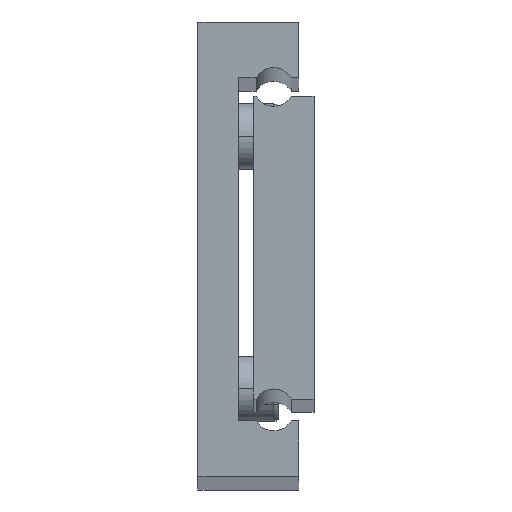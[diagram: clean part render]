
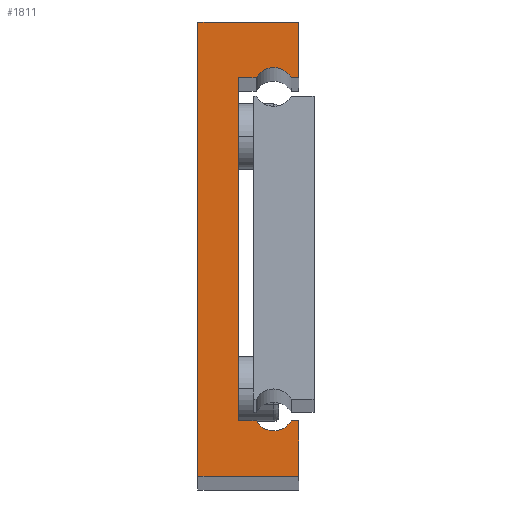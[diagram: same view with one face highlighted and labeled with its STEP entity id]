
A CAD part, top view. The second image highlights one B-rep face of the part: STEP entity #1811.
In plain terms, the highlighted planar face has unit normal (0, 0, 1).
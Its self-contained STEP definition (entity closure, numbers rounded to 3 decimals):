
#75 = CARTESIAN_POINT ( 'NONE',  ( 11.536, 79., 775. ) ) ;
#80 = CARTESIAN_POINT ( 'NONE',  ( 20., 90., 775. ) ) ;
#99 = CARTESIAN_POINT ( 'NONE',  ( 20., 79., 775. ) ) ;
#179 = FACE_OUTER_BOUND ( 'NONE', #871, .T. ) ;
#183 = DIRECTION ( 'NONE',  ( 0., 1., 0. ) ) ;
#184 = CARTESIAN_POINT ( 'NONE',  ( 20., 79., 775. ) ) ;
#191 = LINE ( 'NONE', #848, #2123 ) ;
#198 = CARTESIAN_POINT ( 'NONE',  ( 20., 0., 775. ) ) ;
#256 = EDGE_CURVE ( 'NONE', #2425, #340, #1749, .T. ) ;
#270 = VECTOR ( 'NONE', #597, 1000. ) ;
#299 = LINE ( 'NONE', #99, #1372 ) ;
#340 = VERTEX_POINT ( 'NONE', #738 ) ;
#380 = CARTESIAN_POINT ( 'NONE',  ( 15., 13., 775. ) ) ;
#398 = DIRECTION ( 'NONE',  ( 0., 0., -1. ) ) ;
#571 = DIRECTION ( 'NONE',  ( 1., 0., 0. ) ) ;
#595 = ORIENTED_EDGE ( 'NONE', *, *, #2359, .T. ) ;
#597 = DIRECTION ( 'NONE',  ( 0., 1., 0. ) ) ;
#599 = ORIENTED_EDGE ( 'NONE', *, *, #2106, .T. ) ;
#671 = CARTESIAN_POINT ( 'NONE',  ( 0., 0., 775. ) ) ;
#697 = CARTESIAN_POINT ( 'NONE',  ( 20., 11., 775. ) ) ;
#704 = ORIENTED_EDGE ( 'NONE', *, *, #2707, .T. ) ;
#709 = VERTEX_POINT ( 'NONE', #1264 ) ;
#717 = DIRECTION ( 'NONE',  ( -1., 0., 0. ) ) ;
#738 = CARTESIAN_POINT ( 'NONE',  ( 11.536, 11., 775. ) ) ;
#772 = AXIS2_PLACEMENT_3D ( 'NONE', #380, #2136, #1651 ) ;
#848 = CARTESIAN_POINT ( 'NONE',  ( 0., 0., 775. ) ) ;
#856 = CARTESIAN_POINT ( 'NONE',  ( 20., 90., 775. ) ) ;
#871 = EDGE_LOOP ( 'NONE', ( #1784, #1605, #3164, #2944, #2925, #2433, #704, #595, #1215, #1701, #599, #1442 ) ) ;
#887 = LINE ( 'NONE', #1891, #1909 ) ;
#917 = DIRECTION ( 'NONE',  ( 1., 0., 0. ) ) ;
#946 = LINE ( 'NONE', #2919, #2515 ) ;
#959 = CARTESIAN_POINT ( 'NONE',  ( 0., 90., 775. ) ) ;
#981 = VERTEX_POINT ( 'NONE', #697 ) ;
#1035 = VECTOR ( 'NONE', #183, 1000. ) ;
#1145 = DIRECTION ( 'NONE',  ( -1., 0., 0. ) ) ;
#1175 = CARTESIAN_POINT ( 'NONE',  ( 8., 11., 775. ) ) ;
#1215 = ORIENTED_EDGE ( 'NONE', *, *, #2104, .T. ) ;
#1239 = LINE ( 'NONE', #959, #2773 ) ;
#1247 = DIRECTION ( 'NONE',  ( 1., 0., 0. ) ) ;
#1264 = CARTESIAN_POINT ( 'NONE',  ( 0., 0., 775. ) ) ;
#1265 = VERTEX_POINT ( 'NONE', #856 ) ;
#1287 = VECTOR ( 'NONE', #1247, 1000. ) ;
#1372 = VECTOR ( 'NONE', #571, 1000. ) ;
#1375 = AXIS2_PLACEMENT_3D ( 'NONE', #1934, #398, #1378 ) ;
#1378 = DIRECTION ( 'NONE',  ( -1., 0., 0. ) ) ;
#1384 = EDGE_CURVE ( 'NONE', #2705, #981, #2372, .T. ) ;
#1407 = EDGE_CURVE ( 'NONE', #340, #2668, #887, .T. ) ;
#1442 = ORIENTED_EDGE ( 'NONE', *, *, #1972, .T. ) ;
#1448 = DIRECTION ( 'NONE',  ( -1., 0., 0. ) ) ;
#1471 = LINE ( 'NONE', #75, #1287 ) ;
#1547 = VECTOR ( 'NONE', #1673, 1000. ) ;
#1562 = CARTESIAN_POINT ( 'NONE',  ( 11.536, 79., 775. ) ) ;
#1605 = ORIENTED_EDGE ( 'NONE', *, *, #3090, .T. ) ;
#1650 = EDGE_CURVE ( 'NONE', #1924, #2690, #299, .T. ) ;
#1651 = DIRECTION ( 'NONE',  ( 1., 0., 0. ) ) ;
#1673 = DIRECTION ( 'NONE',  ( 0., 1., 0. ) ) ;
#1685 = CARTESIAN_POINT ( 'NONE',  ( 8., 11., 775. ) ) ;
#1701 = ORIENTED_EDGE ( 'NONE', *, *, #1650, .T. ) ;
#1710 = AXIS2_PLACEMENT_3D ( 'NONE', #2294, #1763, #3029 ) ;
#1749 = CIRCLE ( 'NONE', #772, 4. ) ;
#1763 = DIRECTION ( 'NONE',  ( 0., 0., -1. ) ) ;
#1784 = ORIENTED_EDGE ( 'NONE', *, *, #2197, .T. ) ;
#1811 = ADVANCED_FACE ( 'NONE', ( #179 ), #3082, .F. ) ;
#1812 = VECTOR ( 'NONE', #917, 1000. ) ;
#1869 = CARTESIAN_POINT ( 'NONE',  ( 8., 79., 775. ) ) ;
#1891 = CARTESIAN_POINT ( 'NONE',  ( 11.536, 11., 775. ) ) ;
#1909 = VECTOR ( 'NONE', #1145, 1000. ) ;
#1923 = LINE ( 'NONE', #1175, #1547 ) ;
#1924 = VERTEX_POINT ( 'NONE', #2691 ) ;
#1934 = CARTESIAN_POINT ( 'NONE',  ( 15., 77., 775. ) ) ;
#1972 = EDGE_CURVE ( 'NONE', #1265, #2245, #1239, .T. ) ;
#2011 = EDGE_CURVE ( 'NONE', #981, #2425, #946, .T. ) ;
#2104 = EDGE_CURVE ( 'NONE', #2948, #1924, #2736, .T. ) ;
#2106 = EDGE_CURVE ( 'NONE', #2690, #1265, #2268, .T. ) ;
#2123 = VECTOR ( 'NONE', #3096, 1000. ) ;
#2136 = DIRECTION ( 'NONE',  ( 0., 0., -1. ) ) ;
#2197 = EDGE_CURVE ( 'NONE', #2245, #709, #191, .T. ) ;
#2245 = VERTEX_POINT ( 'NONE', #2382 ) ;
#2268 = LINE ( 'NONE', #80, #270 ) ;
#2294 = CARTESIAN_POINT ( 'NONE',  ( 15., 77., 775. ) ) ;
#2359 = EDGE_CURVE ( 'NONE', #2561, #2948, #1471, .T. ) ;
#2372 = LINE ( 'NONE', #2889, #1035 ) ;
#2382 = CARTESIAN_POINT ( 'NONE',  ( 0., 90., 775. ) ) ;
#2425 = VERTEX_POINT ( 'NONE', #2731 ) ;
#2433 = ORIENTED_EDGE ( 'NONE', *, *, #1407, .T. ) ;
#2515 = VECTOR ( 'NONE', #717, 1000. ) ;
#2561 = VERTEX_POINT ( 'NONE', #1869 ) ;
#2668 = VERTEX_POINT ( 'NONE', #1685 ) ;
#2690 = VERTEX_POINT ( 'NONE', #184 ) ;
#2691 = CARTESIAN_POINT ( 'NONE',  ( 18.464, 79., 775. ) ) ;
#2705 = VERTEX_POINT ( 'NONE', #198 ) ;
#2707 = EDGE_CURVE ( 'NONE', #2668, #2561, #1923, .T. ) ;
#2731 = CARTESIAN_POINT ( 'NONE',  ( 18.464, 11., 775. ) ) ;
#2736 = CIRCLE ( 'NONE', #1710, 4. ) ;
#2773 = VECTOR ( 'NONE', #1448, 1000. ) ;
#2889 = CARTESIAN_POINT ( 'NONE',  ( 20., 0., 775. ) ) ;
#2919 = CARTESIAN_POINT ( 'NONE',  ( 20., 11., 775. ) ) ;
#2925 = ORIENTED_EDGE ( 'NONE', *, *, #256, .T. ) ;
#2944 = ORIENTED_EDGE ( 'NONE', *, *, #2011, .T. ) ;
#2948 = VERTEX_POINT ( 'NONE', #1562 ) ;
#3029 = DIRECTION ( 'NONE',  ( -1., 0., 0. ) ) ;
#3082 = PLANE ( 'NONE',  #1375 ) ;
#3090 = EDGE_CURVE ( 'NONE', #709, #2705, #3134, .T. ) ;
#3096 = DIRECTION ( 'NONE',  ( 0., -1., 0. ) ) ;
#3134 = LINE ( 'NONE', #671, #1812 ) ;
#3164 = ORIENTED_EDGE ( 'NONE', *, *, #1384, .T. ) ;
